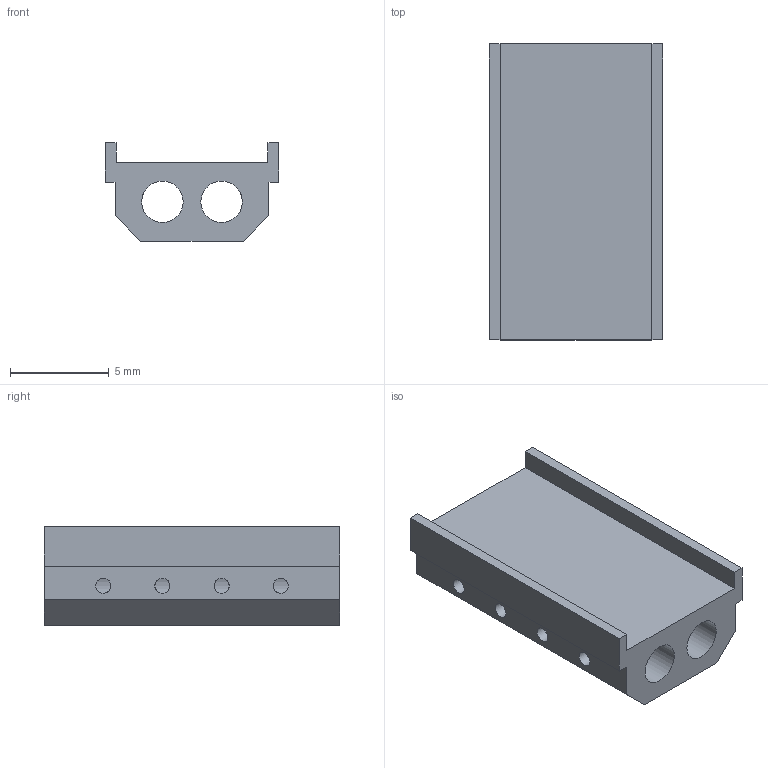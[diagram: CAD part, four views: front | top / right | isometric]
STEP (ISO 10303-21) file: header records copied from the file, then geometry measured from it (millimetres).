
FILE_DESCRIPTION(/* description */ (''),/* implementation_level */ '2;1');
FILE_NAME(/* name */ 'cassette.step',/* time_stamp */ '2020-03-25T22:48:44+00:00',/* author */ (''),/* organization */ (''),/* preprocessor_version */ 'ST-DEVELOPER v18',/* originating_system */ 'Autodesk Translation Framework v8.12.0.6',/* authorisation */ '');
FILE_SCHEMA (('AUTOMOTIVE_DESIGN { 1 0 10303 214 3 1 1 }'));
Length unit declared in the file: millimetre
Products named in the file (1): (Unsaved)
Bounding box: 8.8 x 15 x 5 mm (x, y, z)
Volume: 361.6 mm3; surface area: 699.3 mm2
Topology: 1 solids, 1 shells, 34 faces, 123 edges, 87 vertices
Faces by surface type: cylinder 18, plane 16
Full cylindrical faces by diameter (mm): 0.769 x16, 2.1 x2
Entity records: 1913 total; most frequent: CARTESIAN_POINT 797, ORIENTED_EDGE 246, DIRECTION 174, EDGE_CURVE 123, VERTEX_POINT 87, EDGE_LOOP 66, LINE 64, VECTOR 64
